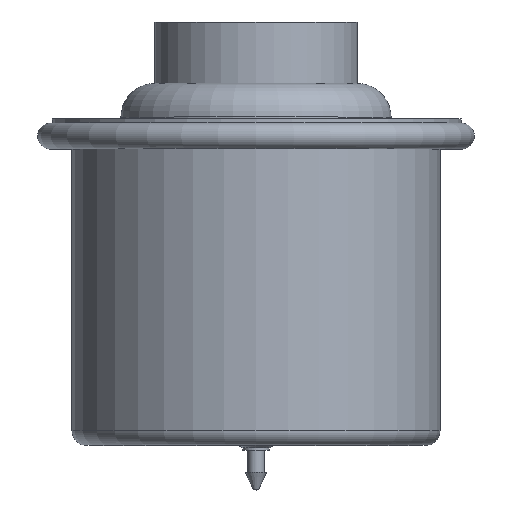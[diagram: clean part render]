
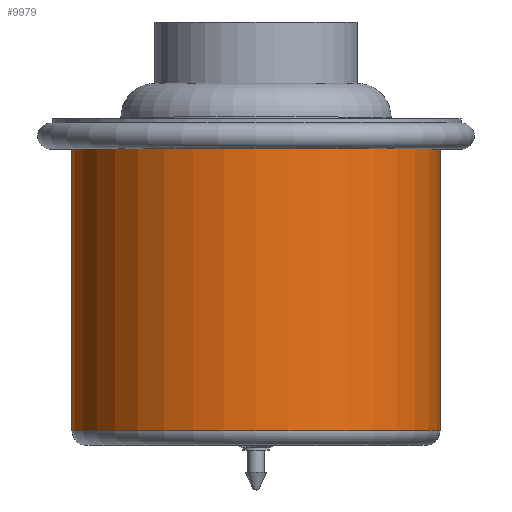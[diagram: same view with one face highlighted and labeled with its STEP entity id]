
A CAD part, top view. The second image highlights one B-rep face of the part: STEP entity #9979.
In plain terms, the highlighted cylindrical face has radius 19.812 mm (diameter 39.624 mm), a partial arc.
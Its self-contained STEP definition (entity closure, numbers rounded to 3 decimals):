
#2321=CARTESIAN_POINT('',(20.596,-2.87,0.));
#2322=DIRECTION('',(0.,1.,0.));
#2323=DIRECTION('',(-1.,0.,0.));
#2324=AXIS2_PLACEMENT_3D('',#2321,#2322,#2323);
#2341=DIRECTION('',(0.,-1.,0.));
#2342=VECTOR('',#2341,30.349);
#2343=CARTESIAN_POINT('',(0.784,-2.87,0.));
#2344=LINE('',#2343,#2342);
#2350=CARTESIAN_POINT('',(20.596,-33.219,0.));
#2351=DIRECTION('',(0.,-1.,0.));
#2352=DIRECTION('',(1.,0.,0.));
#2353=AXIS2_PLACEMENT_3D('',#2350,#2351,#2352);
#2385=DIRECTION('',(0.,-1.,0.));
#2386=VECTOR('',#2385,30.349);
#2387=CARTESIAN_POINT('',(40.408,-2.87,0.));
#2388=LINE('',#2387,#2386);
#8063=CARTESIAN_POINT('',(0.784,-2.87,0.));
#8064=CARTESIAN_POINT('',(0.784,-33.219,0.));
#8065=VERTEX_POINT('',#8063);
#8066=VERTEX_POINT('',#8064);
#8185=CARTESIAN_POINT('',(40.408,-2.87,0.));
#8186=VERTEX_POINT('',#8185);
#8484=CARTESIAN_POINT('',(40.408,-33.219,0.));
#8485=VERTEX_POINT('',#8484);
#9965=CARTESIAN_POINT('',(20.596,10.795,0.));
#9966=DIRECTION('',(0.,1.,0.));
#9967=DIRECTION('',(-1.,0.,0.));
#9968=AXIS2_PLACEMENT_3D('',#9965,#9966,#9967);
#9969=CYLINDRICAL_SURFACE('',#9968,19.812);
#9971=ORIENTED_EDGE('',*,*,#9970,.T.);
#9973=ORIENTED_EDGE('',*,*,#9972,.F.);
#9974=ORIENTED_EDGE('',*,*,#9944,.T.);
#9976=ORIENTED_EDGE('',*,*,#9975,.T.);
#9977=EDGE_LOOP('',(#9971,#9973,#9974,#9976));
#9978=FACE_OUTER_BOUND('',#9977,.F.);
#9979=ADVANCED_FACE('',(#9978),#9969,.T.);
#2325=CIRCLE('',#2324,19.812);
#2354=CIRCLE('',#2353,19.812);
#9944=EDGE_CURVE('',#8065,#8186,#2325,.T.);
#9970=EDGE_CURVE('',#8485,#8066,#2354,.T.);
#9972=EDGE_CURVE('',#8065,#8066,#2344,.T.);
#9975=EDGE_CURVE('',#8186,#8485,#2388,.T.);
